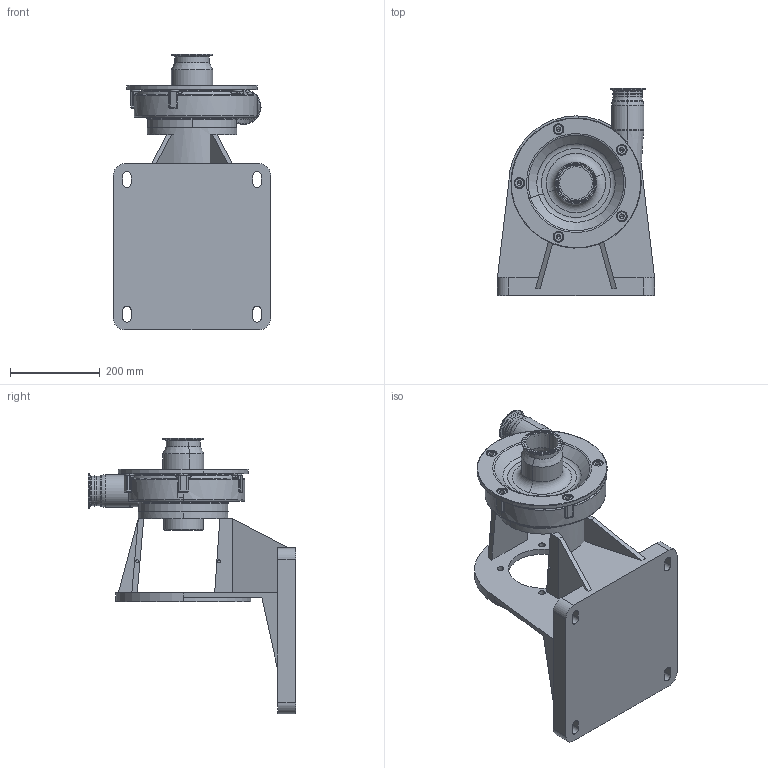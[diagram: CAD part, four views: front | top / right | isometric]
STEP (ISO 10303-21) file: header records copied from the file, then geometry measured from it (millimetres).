
FILE_DESCRIPTION (( 'STEP AP214' ), '1' );
FILE_NAME ('FP 3542 250TC VERT.STEP', '2023-02-17T16:54:22', ( '' ), ( '' ), 'SwSTEP 2.0', 'SolidWorks 2021', '' );
FILE_SCHEMA (( 'AUTOMOTIVE_DESIGN' ));
Length unit declared in the file: millimetre
Products named in the file (1): FP 3542 250TC VERT
Bounding box: 350 x 461 x 614.5 mm (x, y, z)
Volume: 14179120.3 mm3; surface area: 1075525.7 mm2
Topology: 1 solids, 6 shells, 588 faces, 1402 edges, 810 vertices
Faces by surface type: cylinder 190, plane 111, cone 95, torus 92, bspline 75, sphere 25
Entity records: 20210 total; most frequent: CARTESIAN_POINT 6850, DIRECTION 2943, ORIENTED_EDGE 2698, EDGE_CURVE 1349, AXIS2_PLACEMENT_3D 1247, VERTEX_POINT 808, CIRCLE 733, EDGE_LOOP 655
